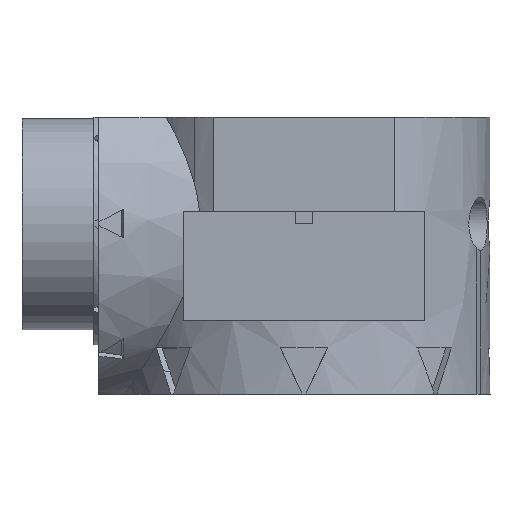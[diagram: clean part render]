
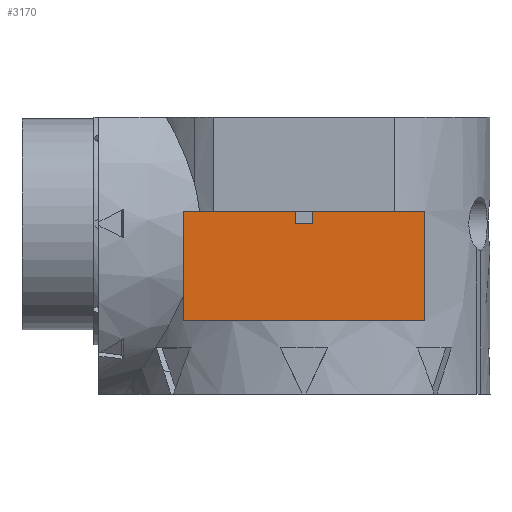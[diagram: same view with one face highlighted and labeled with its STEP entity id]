
A CAD part, top view. The second image highlights one B-rep face of the part: STEP entity #3170.
In plain terms, the highlighted planar face has unit normal (0, 0, 1).
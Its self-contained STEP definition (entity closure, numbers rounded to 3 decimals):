
#398=FACE_OUTER_BOUND('',#564,.T.);
#564=EDGE_LOOP('',(#2211,#2212,#2213,#2214,#2215,#2216,#2217,#2218));
#719=LINE('',#4556,#958);
#793=LINE('',#4748,#1032);
#797=LINE('',#4756,#1036);
#828=LINE('',#4892,#1067);
#829=LINE('',#4893,#1068);
#830=LINE('',#4895,#1069);
#831=LINE('',#4897,#1070);
#832=LINE('',#4898,#1071);
#958=VECTOR('',#3652,10.);
#1032=VECTOR('',#3802,10.);
#1036=VECTOR('',#3808,10.);
#1067=VECTOR('',#3917,10.);
#1068=VECTOR('',#3918,10.);
#1069=VECTOR('',#3919,10.);
#1070=VECTOR('',#3920,10.);
#1071=VECTOR('',#3921,10.);
#1194=VERTEX_POINT('',#4552);
#1196=VERTEX_POINT('',#4555);
#1276=VERTEX_POINT('',#4747);
#1278=VERTEX_POINT('',#4753);
#1319=VERTEX_POINT('',#4890);
#1320=VERTEX_POINT('',#4891);
#1321=VERTEX_POINT('',#4894);
#1322=VERTEX_POINT('',#4896);
#1535=EDGE_CURVE('',#1196,#1194,#719,.T.);
#1622=EDGE_CURVE('',#1276,#1196,#793,.T.);
#1626=EDGE_CURVE('',#1194,#1278,#797,.T.);
#1682=EDGE_CURVE('',#1319,#1320,#828,.T.);
#1683=EDGE_CURVE('',#1276,#1319,#829,.T.);
#1684=EDGE_CURVE('',#1321,#1278,#830,.T.);
#1685=EDGE_CURVE('',#1322,#1321,#831,.T.);
#1686=EDGE_CURVE('',#1320,#1322,#832,.T.);
#2211=ORIENTED_EDGE('',*,*,#1682,.F.);
#2212=ORIENTED_EDGE('',*,*,#1683,.F.);
#2213=ORIENTED_EDGE('',*,*,#1622,.T.);
#2214=ORIENTED_EDGE('',*,*,#1535,.T.);
#2215=ORIENTED_EDGE('',*,*,#1626,.T.);
#2216=ORIENTED_EDGE('',*,*,#1684,.F.);
#2217=ORIENTED_EDGE('',*,*,#1685,.F.);
#2218=ORIENTED_EDGE('',*,*,#1686,.F.);
#3056=PLANE('',#3384);
#3170=ADVANCED_FACE('',(#398),#3056,.T.);
#3384=AXIS2_PLACEMENT_3D('',#4889,#3915,#3916);
#3652=DIRECTION('',(-1.,0.,0.));
#3802=DIRECTION('',(0.,-1.,0.));
#3808=DIRECTION('',(0.,1.,0.));
#3915=DIRECTION('center_axis',(0.,0.,
1.));
#3916=DIRECTION('ref_axis',(0.,1.,0.));
#3917=DIRECTION('',(0.,-1.,0.));
#3918=DIRECTION('',(1.,0.,0.));
#3919=DIRECTION('',(1.,0.,0.));
#3920=DIRECTION('',(0.,1.,0.));
#3921=DIRECTION('',(-1.,0.,0.));
#4552=CARTESIAN_POINT('',(-16.493,7.112,66.412));
#4555=CARTESIAN_POINT('',(-14.493,7.112,66.412));
#4556=CARTESIAN_POINT('',(-15.493,7.112,66.412));
#4747=CARTESIAN_POINT('',(-14.493,8.566,66.412));
#4748=CARTESIAN_POINT('',(-14.493,5.885,66.412));
#4753=CARTESIAN_POINT('',(-16.493,8.566,66.412));
#4756=CARTESIAN_POINT('',(-16.492,5.885,66.412));
#4889=CARTESIAN_POINT('Origin',(-15.493,3.787,66.412));
#4890=CARTESIAN_POINT('',(-1.275,8.566,66.412));
#4891=CARTESIAN_POINT('',(-1.275,-4.258,66.412));
#4892=CARTESIAN_POINT('',(-1.275,2.97,66.412));
#4893=CARTESIAN_POINT('',(-12.509,8.566,66.412));
#4894=CARTESIAN_POINT('',(-29.712,8.566,66.412));
#4895=CARTESIAN_POINT('',(-18.373,8.566,66.412));
#4896=CARTESIAN_POINT('',(-29.712,-4.258,66.412));
#4897=CARTESIAN_POINT('',(-29.712,3.335,66.412));
#4898=CARTESIAN_POINT('',(-15.483,-4.258,66.412));
